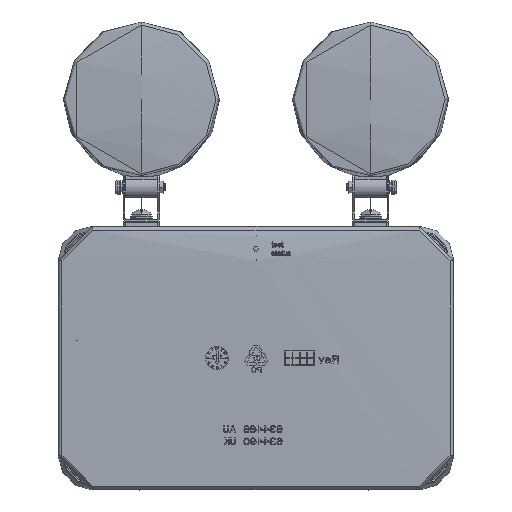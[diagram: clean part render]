
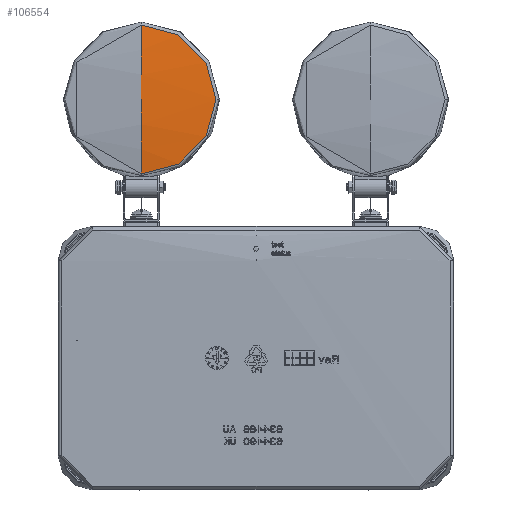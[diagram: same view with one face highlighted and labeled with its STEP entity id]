
A CAD part, front view. The second image highlights one B-rep face of the part: STEP entity #106554.
In plain terms, the highlighted spherical face has radius 333.263 mm.
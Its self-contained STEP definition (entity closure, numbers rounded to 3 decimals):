
#21985=CARTESIAN_POINT('',(-66.,-3.023,149.));
#21986=DIRECTION('',(0.,-1.,0.));
#21987=DIRECTION('',(0.,0.,-1.));
#21988=AXIS2_PLACEMENT_3D('',#21985,#21986,#21987);
#22005=CARTESIAN_POINT('',(-66.,327.463,149.));
#22006=DIRECTION('',(-1.,0.,0.));
#22007=DIRECTION('',(0.,-1.,0.));
#22008=AXIS2_PLACEMENT_3D('',#22005,#22006,#22007);
#22010=CARTESIAN_POINT('',(-66.,-3.023,149.));
#22011=DIRECTION('',(0.,1.,0.));
#22012=DIRECTION('',(0.,0.,1.));
#22013=AXIS2_PLACEMENT_3D('',#22010,#22011,#22012);
#22015=CARTESIAN_POINT('',(-66.,327.463,149.));
#22016=DIRECTION('',(1.,0.,0.));
#22017=DIRECTION('',(0.,-1.,0.));
#22018=AXIS2_PLACEMENT_3D('',#22015,#22016,#22017);
#73651=CARTESIAN_POINT('',(-23.066,-3.023,149.));
#73652=VERTEX_POINT('',#73651);
#73653=CARTESIAN_POINT('',(-66.,-3.023,191.934));
#73654=VERTEX_POINT('',#73653);
#73655=CARTESIAN_POINT('',(-66.,-5.8,149.));
#73656=CARTESIAN_POINT('',(-66.,-3.023,106.066));
#73657=VERTEX_POINT('',#73655);
#73658=VERTEX_POINT('',#73656);
#106541=CARTESIAN_POINT('',(-66.,327.463,149.));
#106542=DIRECTION('',(0.,-1.,0.));
#106543=DIRECTION('',(0.,0.,1.));
#106544=AXIS2_PLACEMENT_3D('',#106541,#106542,#106543);
#106545=SPHERICAL_SURFACE('',#106544,333.263);
#106547=ORIENTED_EDGE('',*,*,#106546,.T.);
#106548=ORIENTED_EDGE('',*,*,#106535,.T.);
#106549=ORIENTED_EDGE('',*,*,#106521,.F.);
#106551=ORIENTED_EDGE('',*,*,#106550,.F.);
#106552=EDGE_LOOP('',(#106547,#106548,#106549,#106551));
#106553=FACE_OUTER_BOUND('',#106552,.F.);
#106554=ADVANCED_FACE('',(#106553),#106545,.T.);
#21989=CIRCLE('',#21988,42.934);
#22009=CIRCLE('',#22008,333.263);
#22014=CIRCLE('',#22013,42.934);
#22019=CIRCLE('',#22018,333.263);
#106521=EDGE_CURVE('',#73658,#73652,#21989,.T.);
#106535=EDGE_CURVE('',#73654,#73652,#22014,.T.);
#106546=EDGE_CURVE('',#73657,#73654,#22009,.T.);
#106550=EDGE_CURVE('',#73657,#73658,#22019,.T.);
